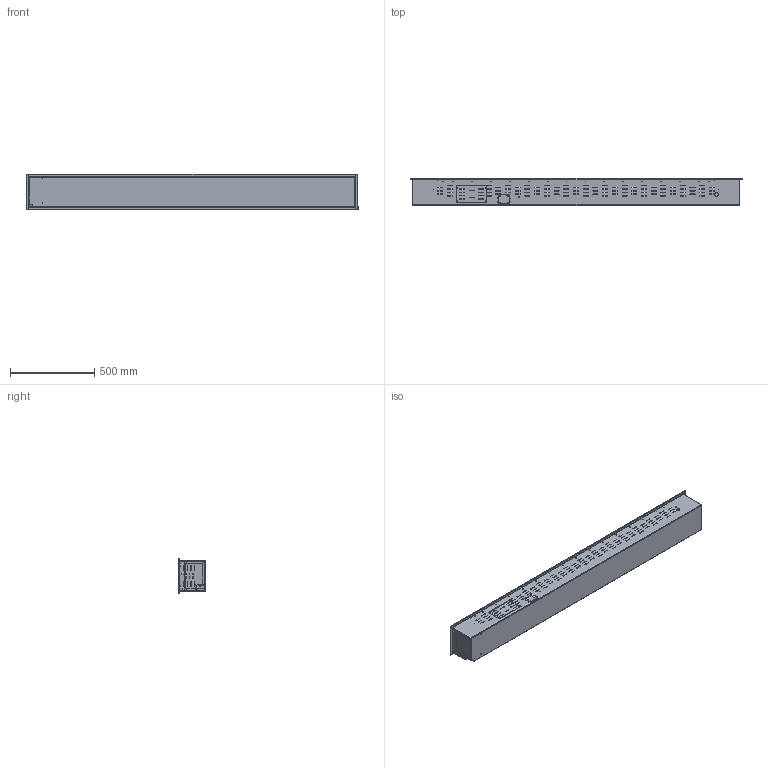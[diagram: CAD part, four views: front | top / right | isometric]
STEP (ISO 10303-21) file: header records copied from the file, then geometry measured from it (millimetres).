
FILE_DESCRIPTION (( 'STEP AP203' ), '1' );
FILE_NAME ('PJ00153-O-06-C. EVO PLUS 1600.STEP', '2019-02-27T15:55:32', ( '' ), ( '' ), 'SwSTEP 2.0', 'SolidWorks 2019', '' );
FILE_SCHEMA (( 'CONFIG_CONTROL_DESIGN' ));
Products named in the file (1): PJ00153-O-06-C. EVO PLUS 1600
Bounding box: 1966 x 160 x 210 mm (x, y, z)
Volume: 2777268.8 mm3; surface area: 3261707.8 mm2
Topology: 37 solids, 37 shells, 3399 faces, 9997 edges, 6630 vertices
Faces by surface type: plane 1871, cylinder 1497, bspline 22, torus 9
Full cylindrical faces by diameter (mm): 3.3 x13, 3.7 x4, 4 x14, 4.2 x2, 4.3 x8, 4.5 x17, 5 x85, 5.3 x36, 5.5 x2, 6.1 x4, 7.3 x9, 10.2 x2, 13 x4, 20 x1, 25 x1
Entity records: 114780 total; most frequent: CARTESIAN_POINT 20647, ORIENTED_EDGE 19394, DIRECTION 19343, EDGE_CURVE 9697, LINE 6669, VECTOR 6669, VERTEX_POINT 6541, AXIS2_PLACEMENT_3D 6337
